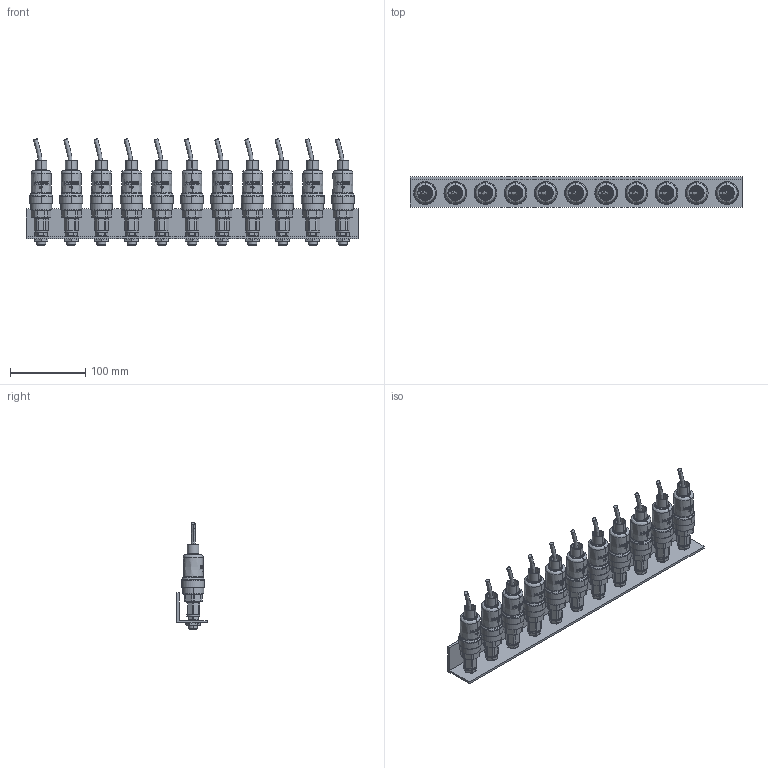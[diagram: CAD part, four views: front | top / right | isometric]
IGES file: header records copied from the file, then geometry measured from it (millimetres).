
Start section: SolidWorks IGES file using analytic representation for surfaces
Global section: file name: MSDSO-10M_Leiste mit Druckschaltern.IGS; native system: SolidWorks 2014; preprocessor: SolidWorks 2014; author: LarsenR; date: 150225.135857; units: millimetre
Bounding box: 440 x 40 x 141.33 mm (x, y, z)
Surface area: 187630.7 mm2 (no closed solid volume)
Topology: 0 solids, 0 shells, 1679 faces, 22229 edges, 22229 vertices
Faces by surface type: bspline 1012, revolution 667
